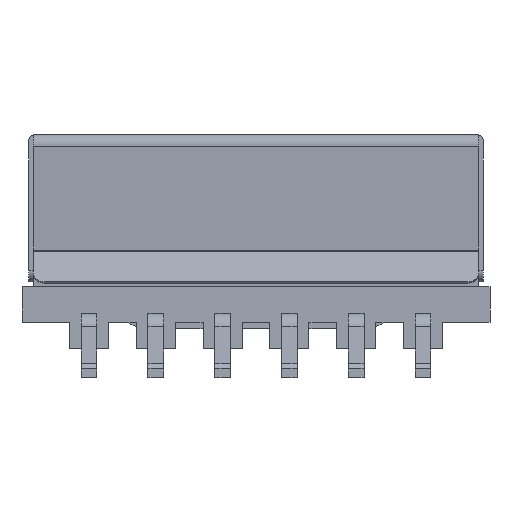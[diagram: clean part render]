
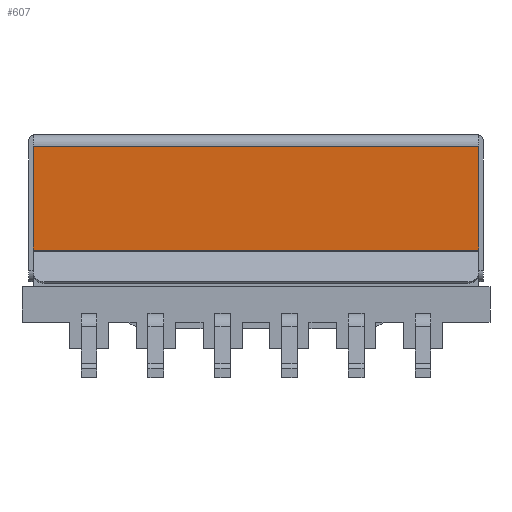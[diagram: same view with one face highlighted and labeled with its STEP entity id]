
A CAD part, front view. The second image highlights one B-rep face of the part: STEP entity #607.
In plain terms, the highlighted planar face has unit normal (0, -0.998, -0.064).
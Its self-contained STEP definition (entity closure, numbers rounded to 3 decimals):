
#607 = ADVANCED_FACE( '', ( #1540 ), #1541, .F. );
#1540 = FACE_OUTER_BOUND( '', #2844, .T. );
#1541 = PLANE( '', #2845 );
#2844 = EDGE_LOOP( '', ( #4464, #4465, #4466, #4467 ) );
#2845 = AXIS2_PLACEMENT_3D( '', #4468, #4469, #4470 );
#4464 = ORIENTED_EDGE( '', *, *, #8488, .T. );
#4465 = ORIENTED_EDGE( '', *, *, #8489, .F. );
#4466 = ORIENTED_EDGE( '', *, *, #8490, .F. );
#4467 = ORIENTED_EDGE( '', *, *, #8491, .T. );
#4468 = CARTESIAN_POINT( '', ( -10., -10.499, 2.918 ) );
#4469 = DIRECTION( '', ( 0., 0.998, 0.064 ) );
#4470 = DIRECTION( '', ( 0., -0.064, 0.998 ) );
#8488 = EDGE_CURVE( '', #10276, #10277, #10278, .T. );
#8489 = EDGE_CURVE( '', #10279, #10277, #10280, .T. );
#8490 = EDGE_CURVE( '', #10281, #10279, #10282, .T. );
#8491 = EDGE_CURVE( '', #10281, #10276, #10283, .T. );
#10276 = VERTEX_POINT( '', #12946 );
#10277 = VERTEX_POINT( '', #12947 );
#10278 = LINE( '', #12948, #12949 );
#10279 = VERTEX_POINT( '', #12950 );
#10280 = LINE( '', #12951, #12952 );
#10281 = VERTEX_POINT( '', #12953 );
#10282 = LINE( '', #12954, #12955 );
#10283 = LINE( '', #12956, #12957 );
#12946 = CARTESIAN_POINT( '', ( 10., -10.2, -1.747 ) );
#12947 = CARTESIAN_POINT( '', ( 10., -10.499, 2.918 ) );
#12948 = CARTESIAN_POINT( '', ( 10., -10.499, 2.918 ) );
#12949 = VECTOR( '', #16213, 1000. );
#12950 = CARTESIAN_POINT( '', ( -10., -10.499, 2.918 ) );
#12951 = CARTESIAN_POINT( '', ( -10., -10.499, 2.918 ) );
#12952 = VECTOR( '', #16214, 1000. );
#12953 = CARTESIAN_POINT( '', ( -10., -10.2, -1.747 ) );
#12954 = CARTESIAN_POINT( '', ( -10., -10.499, 2.918 ) );
#12955 = VECTOR( '', #16215, 1000. );
#12956 = CARTESIAN_POINT( '', ( -10., -10.2, -1.747 ) );
#12957 = VECTOR( '', #16216, 1000. );
#16213 = DIRECTION( '', ( 0., -0.064, 0.998 ) );
#16214 = DIRECTION( '', ( 1., 0., 0. ) );
#16215 = DIRECTION( '', ( 0., -0.064, 0.998 ) );
#16216 = DIRECTION( '', ( 1., 0., 0. ) );
